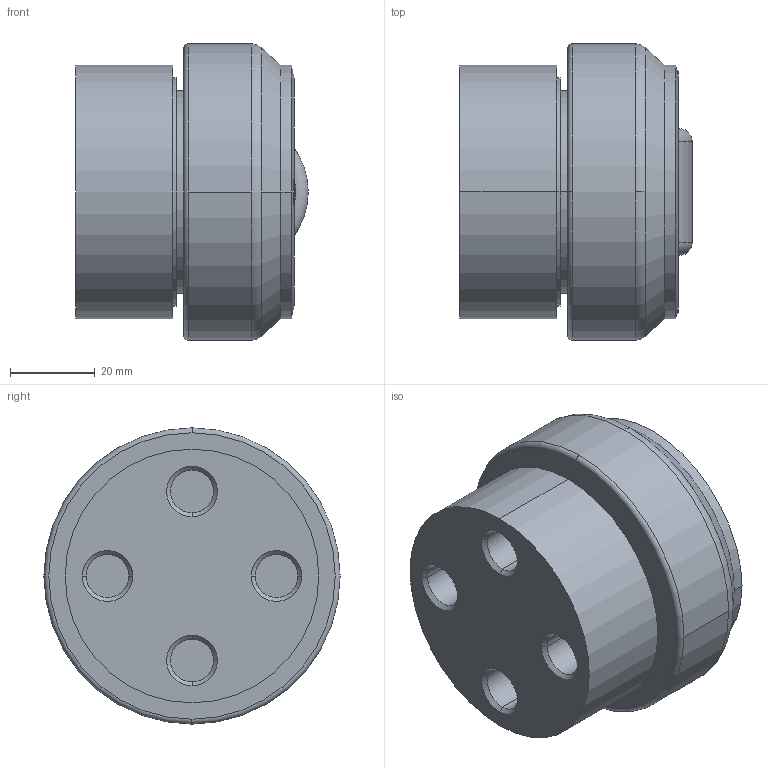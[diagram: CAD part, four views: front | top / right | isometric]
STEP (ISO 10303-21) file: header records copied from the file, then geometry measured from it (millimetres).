
FILE_DESCRIPTION(('STEP AP214'),'1');
FILE_NAME('kb_4_073.stp','2016-05-23T09:02:11',('TraceParts'),('TraceParts S.A.'),'Spatial InterOp 3D',' ',' ');
FILE_SCHEMA(('automotive_design'));
Length unit declared in the file: millimetre
Products named in the file (1): 1
Bounding box: 55 x 70.1 x 70.1 mm (x, y, z)
Volume: 159385.4 mm3; surface area: 22369 mm2
Topology: 1 solids, 1 shells, 89 faces, 212 edges, 137 vertices
Faces by surface type: plane 39, cylinder 28, cone 12, torus 10
Entity records: 2848 total; most frequent: CARTESIAN_POINT 691, DIRECTION 483, ORIENTED_EDGE 424, EDGE_CURVE 212, AXIS2_PLACEMENT_3D 193, VERTEX_POINT 137, CIRCLE 103, EDGE_LOOP 101
